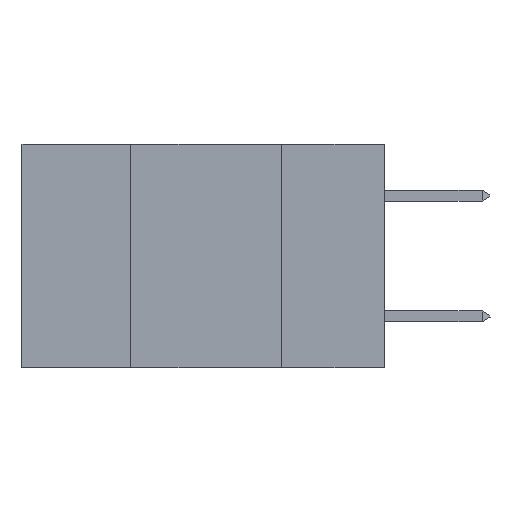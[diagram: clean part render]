
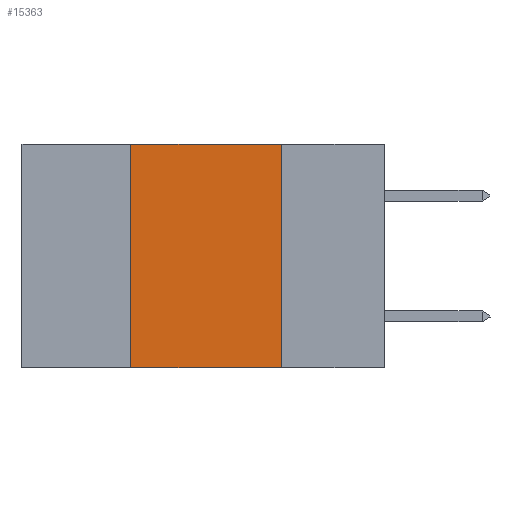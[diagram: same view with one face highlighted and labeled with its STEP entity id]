
A CAD part, left-side view. The second image highlights one B-rep face of the part: STEP entity #15363.
In plain terms, the highlighted planar face has unit normal (-1, 0, 0).
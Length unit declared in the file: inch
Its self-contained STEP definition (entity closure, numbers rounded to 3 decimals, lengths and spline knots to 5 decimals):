
#234 = CARTESIAN_POINT ( 'NONE',  ( 0., 0.42, 0. ) ) ;
#582 = CARTESIAN_POINT ( 'NONE',  ( 0., 0.17, 0. ) ) ;
#756 = LINE ( 'NONE', #19937, #5138 ) ;
#1053 = PLANE ( 'NONE',  #2698 ) ;
#1152 = CARTESIAN_POINT ( 'NONE',  ( 0., 0.6, 0. ) ) ;
#1414 = VERTEX_POINT ( 'NONE', #582 ) ;
#2698 = AXIS2_PLACEMENT_3D ( 'NONE', #17304, #8369, #13762 ) ;
#2781 = EDGE_CURVE ( 'NONE', #16786, #20251, #9184, .T. ) ;
#2850 = CARTESIAN_POINT ( 'NONE',  ( 0., 0.17, -0.37 ) ) ;
#3978 = DIRECTION ( 'NONE',  ( 0., 0., -1. ) ) ;
#5138 = VECTOR ( 'NONE', #18190, 39.37008 ) ;
#6862 = CARTESIAN_POINT ( 'NONE',  ( 0., 0.42, -0.37 ) ) ;
#6873 = VECTOR ( 'NONE', #3978, 39.37008 ) ;
#7408 = DIRECTION ( 'NONE',  ( 0., 0., 1. ) ) ;
#7654 = LINE ( 'NONE', #19748, #6873 ) ;
#8090 = VERTEX_POINT ( 'NONE', #2850 ) ;
#8131 = FACE_OUTER_BOUND ( 'NONE', #18475, .T. ) ;
#8158 = ORIENTED_EDGE ( 'NONE', *, *, #20229, .T. ) ;
#8369 = DIRECTION ( 'NONE',  ( 1., 0., 0. ) ) ;
#8413 = CARTESIAN_POINT ( 'NONE',  ( 0., 0.42, 0. ) ) ;
#9184 = LINE ( 'NONE', #234, #18032 ) ;
#10232 = DIRECTION ( 'NONE',  ( 0., -1., 0. ) ) ;
#12735 = EDGE_CURVE ( 'NONE', #1414, #8090, #7654, .T. ) ;
#13762 = DIRECTION ( 'NONE',  ( 0., 0., -1. ) ) ;
#15224 = ORIENTED_EDGE ( 'NONE', *, *, #12735, .F. ) ;
#15363 = ADVANCED_FACE ( 'NONE', ( #8131 ), #1053, .F. ) ;
#16264 = VECTOR ( 'NONE', #10232, 39.37008 ) ;
#16786 = VERTEX_POINT ( 'NONE', #6862 ) ;
#17304 = CARTESIAN_POINT ( 'NONE',  ( 0., 0.6, 0. ) ) ;
#18032 = VECTOR ( 'NONE', #7408, 39.37008 ) ;
#18190 = DIRECTION ( 'NONE',  ( 0., -1., 0. ) ) ;
#18191 = EDGE_CURVE ( 'NONE', #20251, #1414, #21036, .T. ) ;
#18475 = EDGE_LOOP ( 'NONE', ( #15224, #20023, #21284, #8158 ) ) ;
#19748 = CARTESIAN_POINT ( 'NONE',  ( 0., 0.17, 0. ) ) ;
#19937 = CARTESIAN_POINT ( 'NONE',  ( 0., 0.6, -0.37 ) ) ;
#20023 = ORIENTED_EDGE ( 'NONE', *, *, #18191, .F. ) ;
#20229 = EDGE_CURVE ( 'NONE', #16786, #8090, #756, .T. ) ;
#20251 = VERTEX_POINT ( 'NONE', #8413 ) ;
#21036 = LINE ( 'NONE', #1152, #16264 ) ;
#21284 = ORIENTED_EDGE ( 'NONE', *, *, #2781, .F. ) ;
